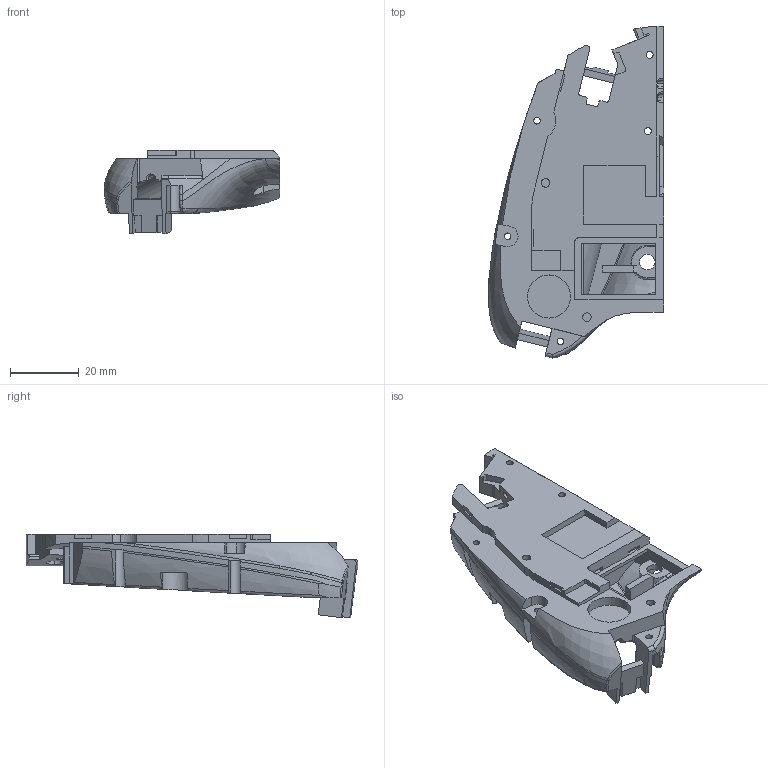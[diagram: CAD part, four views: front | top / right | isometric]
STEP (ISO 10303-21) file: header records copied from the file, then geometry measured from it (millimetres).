
FILE_DESCRIPTION (( 'STEP AP203' ), '1' );
FILE_NAME ('Battery Compartment Left REF2004.STEP', '2025-11-29T16:59:56', ( '' ), ( '' ), 'SwSTEP 2.0', 'SolidWorks 2025', '' );
FILE_SCHEMA (( 'CONFIG_CONTROL_DESIGN' ));
Length unit declared in the file: millimetre
Products named in the file (1): Battery Compartment Left REF2004
Bounding box: 50.85 x 96.33 x 24.21 mm (x, y, z)
Volume: 27005.8 mm3; surface area: 15049 mm2
Topology: 1 solids, 1 shells, 364 faces, 1028 edges, 668 vertices
Faces by surface type: plane 167, cylinder 102, bspline 90, torus 5
Entity records: 27212 total; most frequent: CARTESIAN_POINT 18574, ORIENTED_EDGE 2052, DIRECTION 1426, EDGE_CURVE 1026, VERTEX_POINT 668, VECTOR 522, LINE 522, AXIS2_PLACEMENT_3D 452
